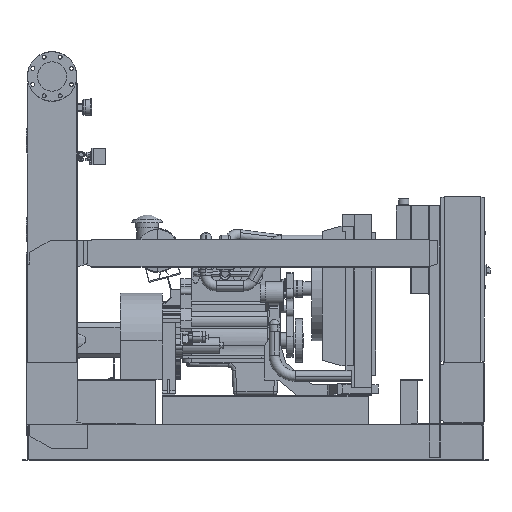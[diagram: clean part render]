
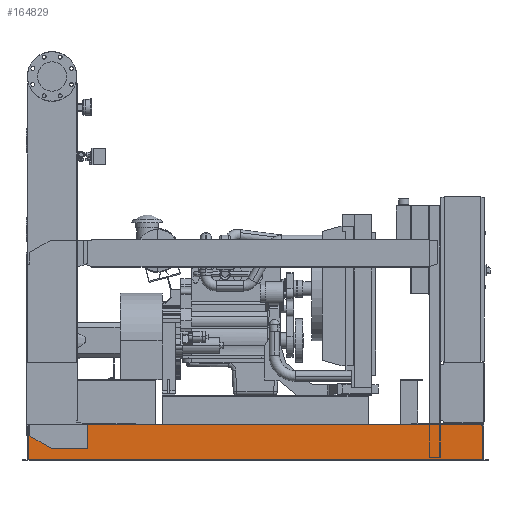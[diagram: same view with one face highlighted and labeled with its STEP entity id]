
A CAD part, front view. The second image highlights one B-rep face of the part: STEP entity #164829.
In plain terms, the highlighted free-form (B-spline) face has degree [1, 1] with [2, 2] control points.
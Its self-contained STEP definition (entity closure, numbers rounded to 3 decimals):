
#159770=CARTESIAN_POINT('',(-131.0,-738.5,202.));
#159771=VERTEX_POINT('',#159770);
#159778=CARTESIAN_POINT('',(-131.0,-738.5,208.));
#159779=VERTEX_POINT('',#159778);
#159780=CARTESIAN_POINT('',(-131.0,-738.5,202.));
#159781=DIRECTION('',(0.0,0.0,1.0));
#159782=VECTOR('',#159781,6.);
#159783=LINE('',#159780,#159782);
#159784=EDGE_CURVE('',#159771,#159779,#159783,.T.);
#163103=CARTESIAN_POINT('',(2463.0,-738.5,208.));
#163104=VERTEX_POINT('',#163103);
#163105=CARTESIAN_POINT('',(-131.0,-738.5,208.));
#163106=DIRECTION('',(1.0,0.0,0.0));
#163107=VECTOR('',#163106,2594.0);
#163108=LINE('',#163105,#163107);
#163109=EDGE_CURVE('',#159779,#163104,#163108,.T.);
#164406=CARTESIAN_POINT('',(2471.0,-738.5,202.));
#164407=VERTEX_POINT('',#164406);
#164414=CARTESIAN_POINT('',(2471.0,-738.5,112.689));
#164415=VERTEX_POINT('',#164414);
#164416=CARTESIAN_POINT('',(2471.0,-738.5,112.689));
#164417=DIRECTION('',(0.0,0.0,1.0));
#164418=VECTOR('',#164417,89.311);
#164419=LINE('',#164416,#164418);
#164420=EDGE_CURVE('',#164415,#164407,#164419,.T.);
#164743=CARTESIAN_POINT('',(-139.0,-738.5,3.));
#164744=CARTESIAN_POINT('',(-139.0,-738.5,208.));
#164745=CARTESIAN_POINT('',(2471.0,-738.5,3.));
#164746=CARTESIAN_POINT('',(2471.0,-738.5,208.));
#164747=B_SPLINE_SURFACE_WITH_KNOTS('',1,1,((#164743,#164745),(#164744,#164746)),.UNSPECIFIED.,.F.,.F.,.U.,(2,2),(2,2),(0.0,205.),(0.0,2610.0),.UNSPECIFIED.);
#164748=CARTESIAN_POINT('',(2471.0,-738.5,6.));
#164749=VERTEX_POINT('',#164748);
#164750=CARTESIAN_POINT('',(2471.0,-738.5,6.));
#164751=DIRECTION('',(0.0,0.0,1.0));
#164752=VECTOR('',#164751,106.689);
#164753=LINE('',#164750,#164752);
#164754=EDGE_CURVE('',#164749,#164415,#164753,.T.);
#164755=ORIENTED_EDGE('',*,*,#164754,.T.);
#164756=ORIENTED_EDGE('',*,*,#164420,.T.);
#164757=CARTESIAN_POINT('',(2463.0,-738.5,202.));
#164758=VERTEX_POINT('',#164757);
#164759=CARTESIAN_POINT('',(2471.0,-738.5,202.));
#164760=DIRECTION('',(-1.0,0.0,0.0));
#164761=VECTOR('',#164760,8.0);
#164762=LINE('',#164759,#164761);
#164763=EDGE_CURVE('',#164407,#164758,#164762,.T.);
#164764=ORIENTED_EDGE('',*,*,#164763,.T.);
#164765=CARTESIAN_POINT('',(2463.0,-738.5,208.));
#164766=DIRECTION('',(0.0,0.0,-1.0));
#164767=VECTOR('',#164766,6.);
#164768=LINE('',#164765,#164767);
#164769=EDGE_CURVE('',#163104,#164758,#164768,.T.);
#164770=ORIENTED_EDGE('',*,*,#164769,.F.);
#164771=ORIENTED_EDGE('',*,*,#163109,.F.);
#164772=ORIENTED_EDGE('',*,*,#159784,.F.);
#164773=CARTESIAN_POINT('',(-139.0,-738.5,202.));
#164774=VERTEX_POINT('',#164773);
#164775=CARTESIAN_POINT('',(-131.0,-738.5,202.));
#164776=DIRECTION('',(-1.0,0.0,0.0));
#164777=VECTOR('',#164776,8.0);
#164778=LINE('',#164775,#164777);
#164779=EDGE_CURVE('',#159771,#164774,#164778,.T.);
#164780=ORIENTED_EDGE('',*,*,#164779,.T.);
#164781=CARTESIAN_POINT('',(-139.0,-738.5,6.));
#164782=VERTEX_POINT('',#164781);
#164783=CARTESIAN_POINT('',(-139.0,-738.5,202.));
#164784=DIRECTION('',(0.0,0.0,-1.0));
#164785=VECTOR('',#164784,196.);
#164786=LINE('',#164783,#164785);
#164787=EDGE_CURVE('',#164774,#164782,#164786,.T.);
#164788=ORIENTED_EDGE('',*,*,#164787,.T.);
#164789=CARTESIAN_POINT('',(-131.0,-738.5,6.));
#164790=VERTEX_POINT('',#164789);
#164791=CARTESIAN_POINT('',(-139.0,-738.5,6.));
#164792=DIRECTION('',(1.0,0.0,0.0));
#164793=VECTOR('',#164792,8.0);
#164794=LINE('',#164791,#164793);
#164795=EDGE_CURVE('',#164782,#164790,#164794,.T.);
#164796=ORIENTED_EDGE('',*,*,#164795,.T.);
#164797=CARTESIAN_POINT('',(-131.0,-738.5,3.));
#164798=VERTEX_POINT('',#164797);
#164799=CARTESIAN_POINT('',(-131.0,-738.5,3.));
#164800=DIRECTION('',(0.0,0.0,1.0));
#164801=VECTOR('',#164800,3.);
#164802=LINE('',#164799,#164801);
#164803=EDGE_CURVE('',#164798,#164790,#164802,.T.);
#164804=ORIENTED_EDGE('',*,*,#164803,.F.);
#164805=CARTESIAN_POINT('',(2463.0,-738.5,3.));
#164806=VERTEX_POINT('',#164805);
#164807=CARTESIAN_POINT('',(2463.0,-738.5,3.));
#164808=DIRECTION('',(-1.0,0.0,0.0));
#164809=VECTOR('',#164808,2594.0);
#164810=LINE('',#164807,#164809);
#164811=EDGE_CURVE('',#164806,#164798,#164810,.T.);
#164812=ORIENTED_EDGE('',*,*,#164811,.F.);
#164813=CARTESIAN_POINT('',(2463.0,-738.5,6.));
#164814=VERTEX_POINT('',#164813);
#164815=CARTESIAN_POINT('',(2463.0,-738.5,6.));
#164816=DIRECTION('',(0.0,0.0,-1.0));
#164817=VECTOR('',#164816,3.);
#164818=LINE('',#164815,#164817);
#164819=EDGE_CURVE('',#164814,#164806,#164818,.T.);
#164820=ORIENTED_EDGE('',*,*,#164819,.F.);
#164821=CARTESIAN_POINT('',(2463.0,-738.5,6.));
#164822=DIRECTION('',(1.0,0.0,0.0));
#164823=VECTOR('',#164822,8.0);
#164824=LINE('',#164821,#164823);
#164825=EDGE_CURVE('',#164814,#164749,#164824,.T.);
#164826=ORIENTED_EDGE('',*,*,#164825,.T.);
#164827=EDGE_LOOP('',(#164755,#164756,#164764,#164770,#164771,#164772,#164780,#164788,#164796,#164804,#164812,#164820,#164826));
#164828=FACE_OUTER_BOUND('',#164827,.T.);
#164829=ADVANCED_FACE('',(#164828),#164747,.F.);
